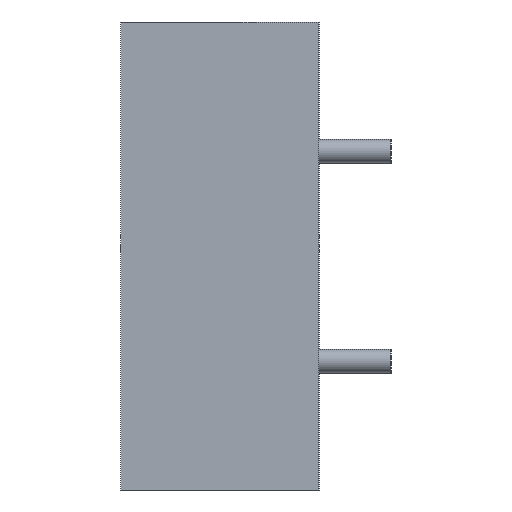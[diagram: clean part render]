
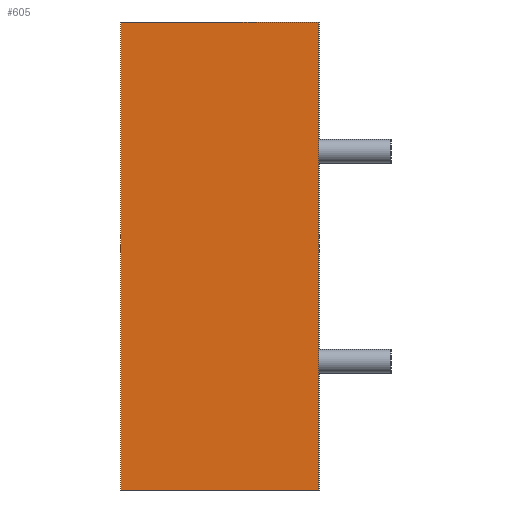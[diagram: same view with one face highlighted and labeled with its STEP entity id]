
A CAD part, left-side view. The second image highlights one B-rep face of the part: STEP entity #605.
In plain terms, the highlighted planar face has unit normal (-1, 0, 0).
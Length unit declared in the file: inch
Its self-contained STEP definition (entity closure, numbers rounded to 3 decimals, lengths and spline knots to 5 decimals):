
#35 = DIRECTION ( 'NONE',  ( 0., 0., 1. ) ) ;
#54 = CARTESIAN_POINT ( 'NONE',  ( -0.965, 0., 0.39 ) ) ;
#66 = CARTESIAN_POINT ( 'NONE',  ( -0.965, 0., 0.39 ) ) ;
#94 = CARTESIAN_POINT ( 'NONE',  ( -0.965, 0.33, 0.39 ) ) ;
#102 = CARTESIAN_POINT ( 'NONE',  ( -0.965, 0.33, -0.39 ) ) ;
#104 = CARTESIAN_POINT ( 'NONE',  ( -0.965, 0., -0.39 ) ) ;
#125 = VERTEX_POINT ( 'NONE', #94 ) ;
#175 = ORIENTED_EDGE ( 'NONE', *, *, #516, .T. ) ;
#176 = ORIENTED_EDGE ( 'NONE', *, *, #542, .F. ) ;
#179 = ORIENTED_EDGE ( 'NONE', *, *, #544, .F. ) ;
#180 = ORIENTED_EDGE ( 'NONE', *, *, #528, .T. ) ;
#223 = LINE ( 'NONE', #54, #292 ) ;
#239 = FACE_OUTER_BOUND ( 'NONE', #428, .T. ) ;
#274 = VECTOR ( 'NONE', #673, 39.37008 ) ;
#276 = VECTOR ( 'NONE', #687, 39.37008 ) ;
#277 = LINE ( 'NONE', #683, #274 ) ;
#278 = LINE ( 'NONE', #715, #276 ) ;
#282 = VECTOR ( 'NONE', #718, 39.37008 ) ;
#285 = LINE ( 'NONE', #720, #282 ) ;
#292 = VECTOR ( 'NONE', #35, 39.37008 ) ;
#368 = VERTEX_POINT ( 'NONE', #102 ) ;
#369 = VERTEX_POINT ( 'NONE', #104 ) ;
#394 = VERTEX_POINT ( 'NONE', #66 ) ;
#428 = EDGE_LOOP ( 'NONE', ( #175, #176, #179, #180 ) ) ;
#512 = AXIS2_PLACEMENT_3D ( 'NONE', #652, #642, #641 ) ;
#516 = EDGE_CURVE ( 'NONE', #369, #394, #223, .T. ) ;
#528 = EDGE_CURVE ( 'NONE', #368, #369, #285, .T. ) ;
#542 = EDGE_CURVE ( 'NONE', #125, #394, #278, .T. ) ;
#544 = EDGE_CURVE ( 'NONE', #368, #125, #277, .T. ) ;
#605 = ADVANCED_FACE ( 'NONE', ( #239 ), #644, .F. ) ;
#641 = DIRECTION ( 'NONE',  ( 0., 0., -1. ) ) ;
#642 = DIRECTION ( 'NONE',  ( 1., 0., 0. ) ) ;
#644 = PLANE ( 'NONE',  #512 ) ;
#652 = CARTESIAN_POINT ( 'NONE',  ( -0.965, 0.33, 0.39 ) ) ;
#673 = DIRECTION ( 'NONE',  ( 0., 0., 1. ) ) ;
#683 = CARTESIAN_POINT ( 'NONE',  ( -0.965, 0.33, 0.39 ) ) ;
#687 = DIRECTION ( 'NONE',  ( 0., -1., 0. ) ) ;
#715 = CARTESIAN_POINT ( 'NONE',  ( -0.965, 0.33, 0.39 ) ) ;
#718 = DIRECTION ( 'NONE',  ( 0., -1., 0. ) ) ;
#720 = CARTESIAN_POINT ( 'NONE',  ( -0.965, 0.33, -0.39 ) ) ;
